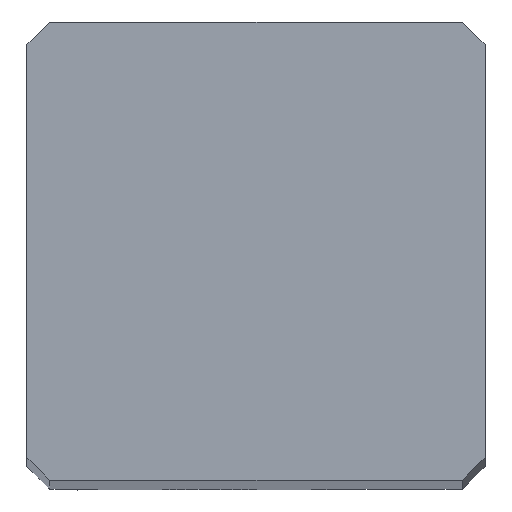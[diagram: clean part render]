
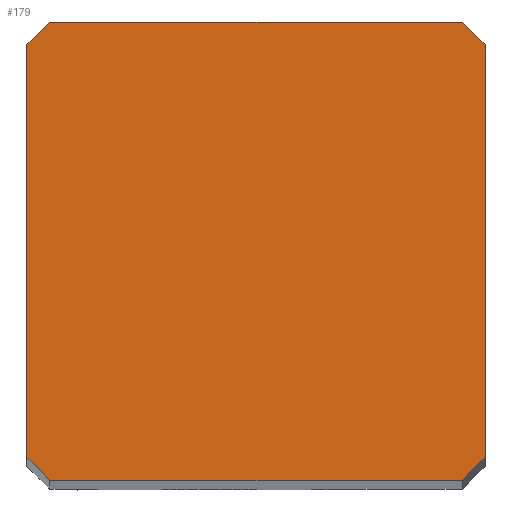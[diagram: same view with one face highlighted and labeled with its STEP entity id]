
A CAD part, top view. The second image highlights one B-rep face of the part: STEP entity #179.
In plain terms, the highlighted planar face has unit normal (0, 0, 1).
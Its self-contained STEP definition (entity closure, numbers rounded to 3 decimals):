
#115=FACE_OUTER_BOUND('',#280,.T.);
#179=ADVANCED_FACE('',(#115),#243,.T.);
#243=PLANE('',#1362);
#280=EDGE_LOOP('',(#578,#579,#580,#581,#582,#583,#584,#585));
#342=LINE('',#1869,#432);
#359=LINE('',#1957,#449);
#363=LINE('',#1965,#453);
#364=LINE('',#1967,#454);
#365=LINE('',#1969,#455);
#366=LINE('',#1971,#456);
#367=LINE('',#1973,#457);
#368=LINE('',#1975,#458);
#432=VECTOR('',#1496,1.);
#449=VECTOR('',#1557,1.);
#453=VECTOR('',#1563,1.);
#454=VECTOR('',#1566,1.);
#455=VECTOR('',#1567,1.);
#456=VECTOR('',#1568,1.);
#457=VECTOR('',#1569,1.);
#458=VECTOR('',#1570,1.);
#578=ORIENTED_EDGE('',*,*,#1054,.F.);
#579=ORIENTED_EDGE('',*,*,#1050,.T.);
#580=ORIENTED_EDGE('',*,*,#1015,.T.);
#581=ORIENTED_EDGE('',*,*,#1055,.T.);
#582=ORIENTED_EDGE('',*,*,#1056,.F.);
#583=ORIENTED_EDGE('',*,*,#1057,.T.);
#584=ORIENTED_EDGE('',*,*,#1058,.T.);
#585=ORIENTED_EDGE('',*,*,#1059,.T.);
#891=VERTEX_POINT('',#1868);
#892=VERTEX_POINT('',#1870);
#921=VERTEX_POINT('',#1958);
#923=VERTEX_POINT('',#1963);
#924=VERTEX_POINT('',#1968);
#925=VERTEX_POINT('',#1970);
#926=VERTEX_POINT('',#1972);
#927=VERTEX_POINT('',#1974);
#1015=EDGE_CURVE('',#892,#891,#342,.T.);
#1050=EDGE_CURVE('',#921,#892,#359,.T.);
#1054=EDGE_CURVE('',#921,#923,#363,.T.);
#1055=EDGE_CURVE('',#891,#924,#364,.T.);
#1056=EDGE_CURVE('',#925,#924,#365,.T.);
#1057=EDGE_CURVE('',#925,#926,#366,.T.);
#1058=EDGE_CURVE('',#926,#927,#367,.T.);
#1059=EDGE_CURVE('',#927,#923,#368,.T.);
#1362=AXIS2_PLACEMENT_3D('',#1976,#1571,#1572);
#1496=DIRECTION('',(1.,0.,0.));
#1557=DIRECTION('',(0.707,-0.707,0.));
#1563=DIRECTION('',(0.,1.,0.));
#1566=DIRECTION('',(0.707,0.707,0.));
#1567=DIRECTION('',(0.,-1.,0.));
#1568=DIRECTION('',(-0.707,0.707,0.));
#1569=DIRECTION('',(-1.,0.,0.));
#1570=DIRECTION('',(-0.707,-0.707,0.));
#1571=DIRECTION('',(0.,0.,1.));
#1572=DIRECTION('',(1.,0.,0.));
#1868=CARTESIAN_POINT('',(-0.5,0.,0.));
#1869=CARTESIAN_POINT('',(-9.5,0.,0.));
#1870=CARTESIAN_POINT('',(-9.5,0.,0.));
#1957=CARTESIAN_POINT('',(-10.,0.5,0.));
#1958=CARTESIAN_POINT('',(-10.,0.5,0.));
#1963=CARTESIAN_POINT('',(-10.,9.5,0.));
#1965=CARTESIAN_POINT('',(-10.,0.5,0.));
#1967=CARTESIAN_POINT('',(-0.5,0.,0.));
#1968=CARTESIAN_POINT('',(0.,0.5,0.));
#1969=CARTESIAN_POINT('',(0.,9.5,0.));
#1970=CARTESIAN_POINT('',(0.,9.5,0.));
#1971=CARTESIAN_POINT('',(0.,9.5,0.));
#1972=CARTESIAN_POINT('',(-0.5,10.,0.));
#1973=CARTESIAN_POINT('',(-0.5,10.,0.));
#1974=CARTESIAN_POINT('',(-9.5,10.,0.));
#1975=CARTESIAN_POINT('',(-9.5,10.,0.));
#1976=CARTESIAN_POINT('',(-5.,5.,0.));
